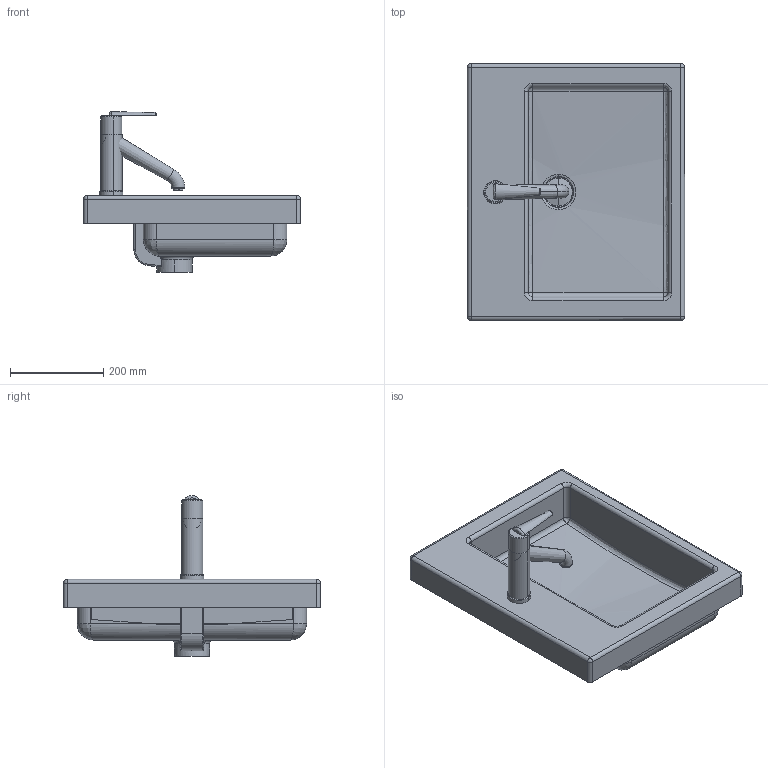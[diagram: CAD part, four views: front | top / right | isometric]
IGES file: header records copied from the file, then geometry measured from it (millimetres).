
Global section: file name: No Iges File Name specified; native system: Autodesk Inventor 2011; preprocessor: AutoDesk Inventor Iges Exporter R2011; author: Administrator; date: 20141030.114744; units: millimetre
Bounding box: 465.1 x 550.09 x 344.32 mm (x, y, z)
Volume: 9378922.2 mm3; surface area: 1021102.7 mm2
Topology: 7 solids, 7 shells, 220 faces, 515 edges, 307 vertices
Faces by surface type: plane 58, cylinder 50, revolution 46, bspline 38, torus 18, cone 6, sphere 4
